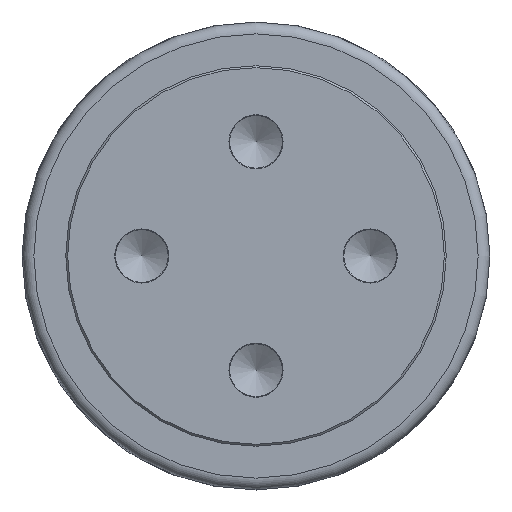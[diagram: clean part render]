
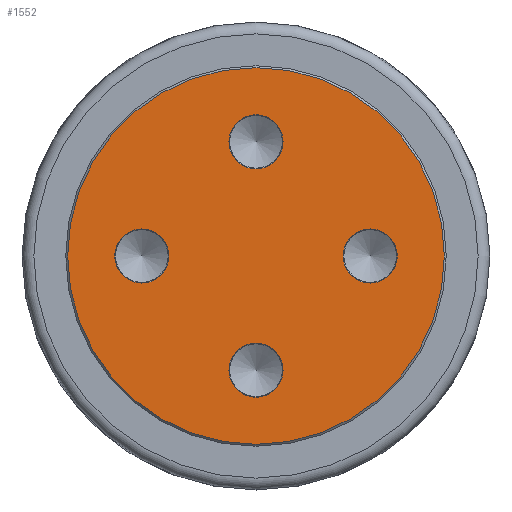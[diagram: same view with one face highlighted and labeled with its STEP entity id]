
A CAD part, left-side view. The second image highlights one B-rep face of the part: STEP entity #1552.
In plain terms, the highlighted planar face has unit normal (-1, 0, 0).
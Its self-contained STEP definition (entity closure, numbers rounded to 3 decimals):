
#90=FACE_BOUND('',#358,.T.);
#91=FACE_BOUND('',#359,.T.);
#92=FACE_BOUND('',#360,.T.);
#93=FACE_BOUND('',#361,.T.);
#169=CIRCLE('',#1731,7.118);
#172=CIRCLE('',#1735,49.5);
#173=CIRCLE('',#1736,7.118);
#174=CIRCLE('',#1737,7.118);
#175=CIRCLE('',#1738,7.118);
#262=FACE_OUTER_BOUND('',#357,.T.);
#357=EDGE_LOOP('',(#1321));
#358=EDGE_LOOP('',(#1322));
#359=EDGE_LOOP('',(#1323));
#360=EDGE_LOOP('',(#1324));
#361=EDGE_LOOP('',(#1325));
#717=VERTEX_POINT('',#2760);
#720=VERTEX_POINT('',#2768);
#721=VERTEX_POINT('',#2770);
#722=VERTEX_POINT('',#2772);
#723=VERTEX_POINT('',#2774);
#927=EDGE_CURVE('',#717,#717,#169,.T.);
#931=EDGE_CURVE('',#720,#720,#172,.T.);
#932=EDGE_CURVE('',#721,#721,#173,.T.);
#933=EDGE_CURVE('',#722,#722,#174,.T.);
#934=EDGE_CURVE('',#723,#723,#175,.T.);
#1321=ORIENTED_EDGE('',*,*,#931,.F.);
#1322=ORIENTED_EDGE('',*,*,#932,.F.);
#1323=ORIENTED_EDGE('',*,*,#933,.F.);
#1324=ORIENTED_EDGE('',*,*,#934,.F.);
#1325=ORIENTED_EDGE('',*,*,#927,.F.);
#1481=PLANE('',#1734);
#1552=ADVANCED_FACE('',(#262,#90,#91,#92,#93),#1481,.T.);
#1731=AXIS2_PLACEMENT_3D('',#2761,#2129,#2130);
#1734=AXIS2_PLACEMENT_3D('',#2767,#2136,#2137);
#1735=AXIS2_PLACEMENT_3D('',#2769,#2138,#2139);
#1736=AXIS2_PLACEMENT_3D('',#2771,#2140,#2141);
#1737=AXIS2_PLACEMENT_3D('',#2773,#2142,#2143);
#1738=AXIS2_PLACEMENT_3D('',#2775,#2144,#2145);
#2129=DIRECTION('center_axis',(-1.,0.,0.));
#2130=DIRECTION('ref_axis',(0.,0.,1.));
#2136=DIRECTION('center_axis',(-1.,0.,0.));
#2137=DIRECTION('ref_axis',(0.,0.,-1.));
#2138=DIRECTION('center_axis',(1.,0.,0.));
#2139=DIRECTION('ref_axis',(0.,1.,0.));
#2140=DIRECTION('center_axis',(-1.,0.,0.));
#2141=DIRECTION('ref_axis',(0.,0.,1.));
#2142=DIRECTION('center_axis',(-1.,0.,0.));
#2143=DIRECTION('ref_axis',(0.,0.,1.));
#2144=DIRECTION('center_axis',(-1.,0.,0.));
#2145=DIRECTION('ref_axis',(0.,0.,1.));
#2760=CARTESIAN_POINT('',(0.,0.,-37.118));
#2761=CARTESIAN_POINT('Origin',(0.,0.,-30.));
#2767=CARTESIAN_POINT('Origin',(0.,-25.,0.));
#2768=CARTESIAN_POINT('',(0.,-49.5,0.));
#2769=CARTESIAN_POINT('Origin',(0.,0.,0.));
#2770=CARTESIAN_POINT('',(0.,30.,-7.118));
#2771=CARTESIAN_POINT('Origin',(0.,30.,0.));
#2772=CARTESIAN_POINT('',(0.,-30.,-7.118));
#2773=CARTESIAN_POINT('Origin',(0.,-30.,0.));
#2774=CARTESIAN_POINT('',(0.,0.,22.883));
#2775=CARTESIAN_POINT('Origin',(0.,0.,30.));
